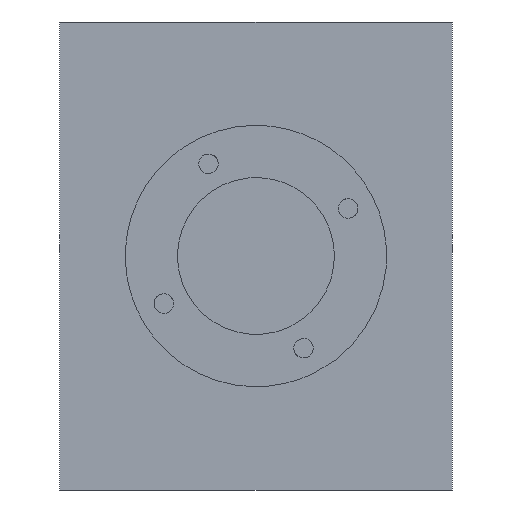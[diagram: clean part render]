
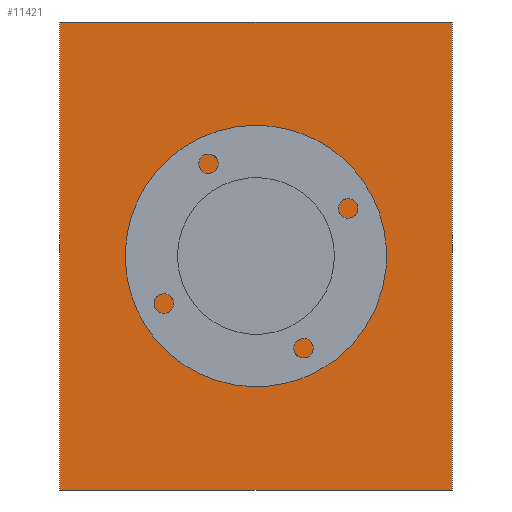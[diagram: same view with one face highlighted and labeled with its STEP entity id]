
A CAD part, left-side view. The second image highlights one B-rep face of the part: STEP entity #11421.
In plain terms, the highlighted free-form (B-spline) face has degree [1, 1] with [2, 2] control points.
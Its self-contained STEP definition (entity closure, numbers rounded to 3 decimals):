
#11261 = EDGE_CURVE('',#11262,#11264,#11266,.T.);
#11262 = VERTEX_POINT('',#11263);
#11263 = CARTESIAN_POINT('',(0.,44.487,53.064));
#11264 = VERTEX_POINT('',#11265);
#11265 = CARTESIAN_POINT('',(0.,44.487,-53.064));
#11266 = B_SPLINE_CURVE_WITH_KNOTS('',1,(#11267,#11268),.UNSPECIFIED.,
  .F.,.F.,(2,2),(-35.815,35.815),
  .PIECEWISE_BEZIER_KNOTS.);
#11267 = CARTESIAN_POINT('',(0.,44.487,53.064));
#11268 = CARTESIAN_POINT('',(0.,44.487,-53.064));
#11297 = EDGE_CURVE('',#11262,#11298,#11300,.T.);
#11298 = VERTEX_POINT('',#11299);
#11299 = CARTESIAN_POINT('',(0.,-44.487,53.064));
#11300 = B_SPLINE_CURVE_WITH_KNOTS('',1,(#11301,#11302),.UNSPECIFIED.,
  .F.,.F.,(2,2),(-30.026,30.026),
  .PIECEWISE_BEZIER_KNOTS.);
#11301 = CARTESIAN_POINT('',(0.,44.487,53.064));
#11302 = CARTESIAN_POINT('',(0.,-44.487,53.064));
#11325 = EDGE_CURVE('',#11298,#11326,#11328,.T.);
#11326 = VERTEX_POINT('',#11327);
#11327 = CARTESIAN_POINT('',(0.,-44.487,-53.064));
#11328 = B_SPLINE_CURVE_WITH_KNOTS('',1,(#11329,#11330),.UNSPECIFIED.,
  .F.,.F.,(2,2),(-35.815,35.815),
  .PIECEWISE_BEZIER_KNOTS.);
#11329 = CARTESIAN_POINT('',(0.,-44.487,53.064));
#11330 = CARTESIAN_POINT('',(0.,-44.487,-53.064));
#11353 = EDGE_CURVE('',#11264,#11326,#11354,.T.);
#11354 = B_SPLINE_CURVE_WITH_KNOTS('',1,(#11355,#11356),.UNSPECIFIED.,
  .F.,.F.,(2,2),(-30.026,30.026),
  .PIECEWISE_BEZIER_KNOTS.);
#11355 = CARTESIAN_POINT('',(0.,44.487,-53.064));
#11356 = CARTESIAN_POINT('',(0.,-44.487,-53.064));
#11373 = EDGE_CURVE('',#11374,#11374,#11376,.T.);
#11374 = VERTEX_POINT('',#11375);
#11375 = CARTESIAN_POINT('',(0.,0.,-18.937));
#11376 = ( BOUNDED_CURVE() B_SPLINE_CURVE(2,(#11377,#11378,#11379,#11380
    ,#11381,#11382,#11383),.UNSPECIFIED.,.T.,.F.) 
B_SPLINE_CURVE_WITH_KNOTS((1,2,2,2,2,1),(-2.094,0.,
    2.094,4.189,6.283,8.378),
.UNSPECIFIED.) CURVE() GEOMETRIC_REPRESENTATION_ITEM() 
RATIONAL_B_SPLINE_CURVE((1.,0.5,1.,0.5,1.,0.5,1.)) REPRESENTATION_ITEM(
  '') );
#11377 = CARTESIAN_POINT('',(0.,0.,-18.937));
#11378 = CARTESIAN_POINT('',(0.,32.8,-18.937));
#11379 = CARTESIAN_POINT('',(0.,16.4,9.469));
#11380 = CARTESIAN_POINT('',(0.,0.,37.874));
#11381 = CARTESIAN_POINT('',(0.,-16.4,9.469));
#11382 = CARTESIAN_POINT('',(0.,-32.8,-18.937));
#11383 = CARTESIAN_POINT('',(0.,0.,-18.937));
#11421 = ADVANCED_FACE('',(#11422,#11428),#11431,.F.);
#11422 = FACE_BOUND('',#11423,.T.);
#11423 = EDGE_LOOP('',(#11424,#11425,#11426,#11427));
#11424 = ORIENTED_EDGE('',*,*,#11261,.T.);
#11425 = ORIENTED_EDGE('',*,*,#11353,.T.);
#11426 = ORIENTED_EDGE('',*,*,#11325,.F.);
#11427 = ORIENTED_EDGE('',*,*,#11297,.F.);
#11428 = FACE_BOUND('',#11429,.T.);
#11429 = EDGE_LOOP('',(#11430));
#11430 = ORIENTED_EDGE('',*,*,#11373,.T.);
#11431 = B_SPLINE_SURFACE_WITH_KNOTS('',1,1,(
    (#11432,#11433)
    ,(#11434,#11435
    )),.UNSPECIFIED.,.F.,.F.,.F.,(2,2),(2,2),(-30.026,
    30.026),(-35.815,35.815),
  .PIECEWISE_BEZIER_KNOTS.);
#11432 = CARTESIAN_POINT('',(0.,-44.487,-53.064));
#11433 = CARTESIAN_POINT('',(0.,-44.487,53.064));
#11434 = CARTESIAN_POINT('',(0.,44.487,-53.064));
#11435 = CARTESIAN_POINT('',(0.,44.487,53.064));
